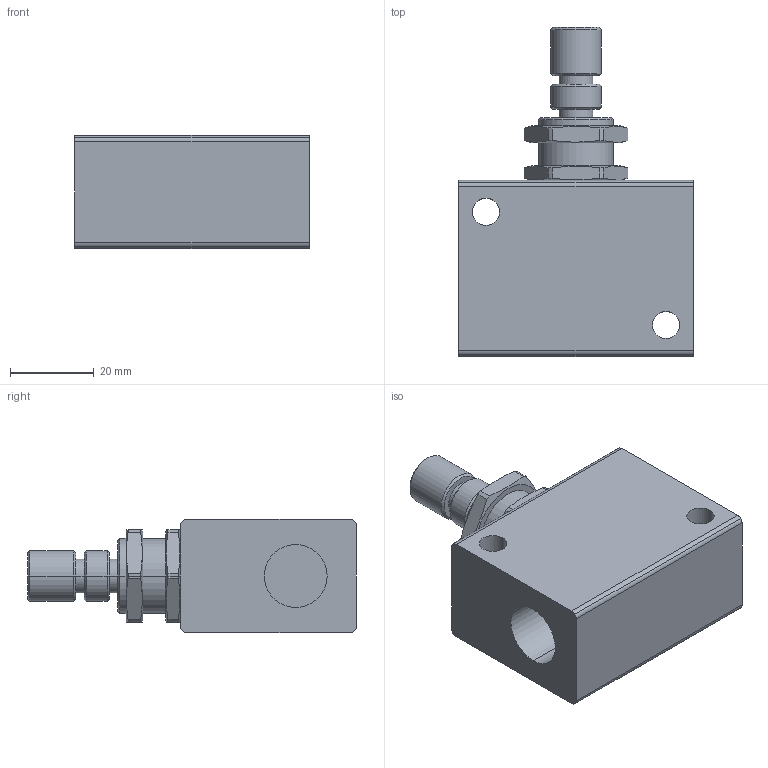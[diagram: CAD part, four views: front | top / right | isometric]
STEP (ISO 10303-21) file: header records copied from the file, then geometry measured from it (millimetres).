
FILE_DESCRIPTION((''),'2;1');
FILE_NAME('12_008_4.stp','2002-11-27T20:21:25',('Branislav Petkovic'),('AZ Pneumatica'),'AutoCAD STEP 2000i','AutoCAD 2000i','Via J. F. Kennedy, 26, 20020 Misinto (MI), ITALY');
FILE_SCHEMA(('CONFIG_CONTROL_DESIGN'));
Length unit declared in the file: millimetre
Products named in the file (2): 12_008_4; PART1
Assembly tree (1 placements, depth 2):
  12_008_4
    PART1
Bounding box: 56 x 78.5 x 27 mm (x, y, z)
Surface area: 14579.5 mm2 (no closed solid volume)
Topology: 0 solids, 1 shells, 90 faces, 216 edges, 138 vertices
Faces by surface type: cylinder 44, plane 28, cone 18
Entity records: 2735 total; most frequent: CARTESIAN_POINT 494, DIRECTION 482, ORIENTED_EDGE 432, EDGE_CURVE 216, AXIS2_PLACEMENT_3D 198, VERTEX_POINT 138, CIRCLE 106, EDGE_LOOP 104
